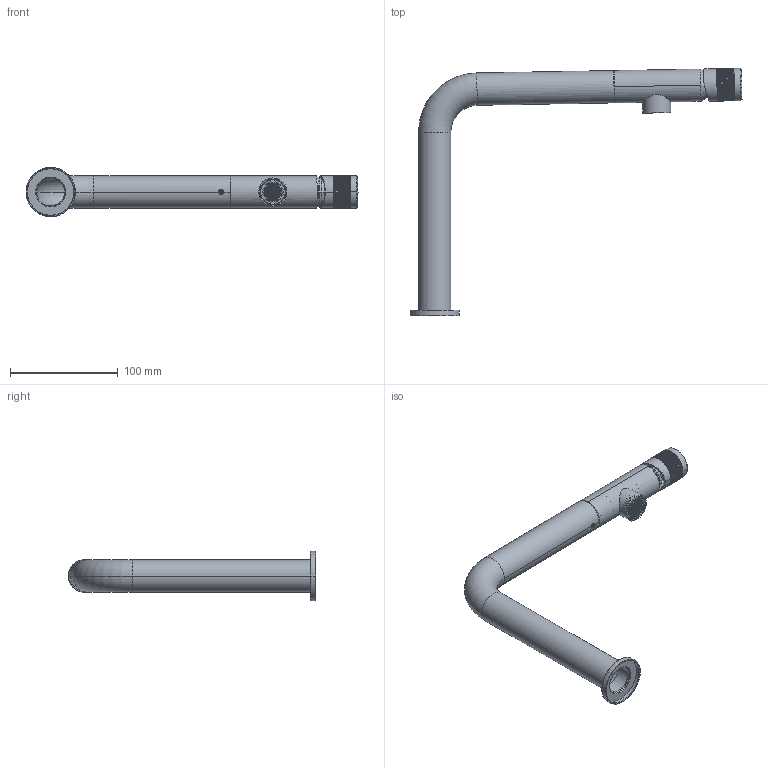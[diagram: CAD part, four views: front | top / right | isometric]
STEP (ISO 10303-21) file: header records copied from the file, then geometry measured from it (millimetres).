
FILE_DESCRIPTION(('STEP AP203'),'1');
FILE_NAME('Turno Solo.STP','2025-12-09T11:40:31',(' '),(' '),'Spatial InterOp 3D',' ',' ');
FILE_SCHEMA(('CONFIG_CONTROL_DESIGN'));
Length unit declared in the file: millimetre
Products named in the file (1): 1
Bounding box: 308.23 x 229.53 x 45.8 mm (x, y, z)
Surface area: 115643.1 mm2 (no closed solid volume)
Topology: 0 solids, 25 shells, 8683 faces, 25079 edges, 16609 vertices
Faces by surface type: plane 8196, cylinder 300, cone 131, torus 36, bspline 14, sphere 6
Entity records: 323381 total; most frequent: CARTESIAN_POINT 114914, ORIENTED_EDGE 50106, DIRECTION 30805, EDGE_CURVE 25067, VERTEX_POINT 16609, B_SPLINE_CURVE_WITH_KNOTS 12677, LINE 11361, VECTOR 11361
